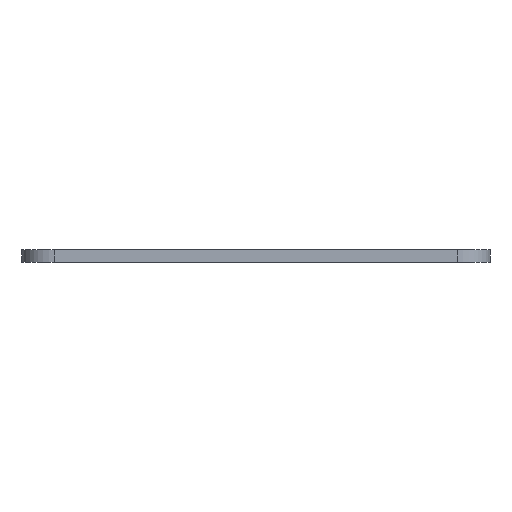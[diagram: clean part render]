
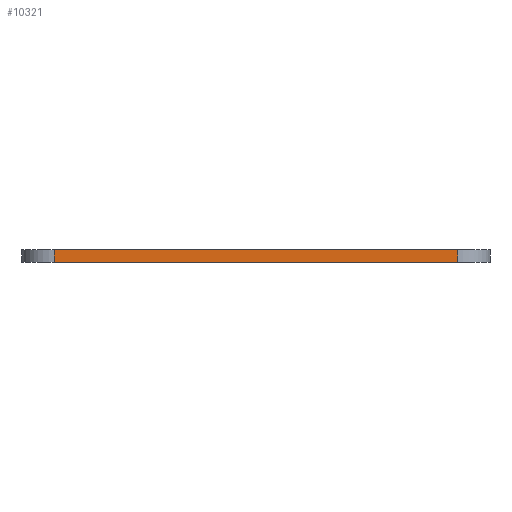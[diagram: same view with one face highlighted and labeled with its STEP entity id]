
A CAD part, left-side view. The second image highlights one B-rep face of the part: STEP entity #10321.
In plain terms, the highlighted planar face has unit normal (-1, 0, 0).
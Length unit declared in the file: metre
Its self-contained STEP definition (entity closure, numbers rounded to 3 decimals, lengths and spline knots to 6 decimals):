
#667=LINE('',#14043,#1593);
#794=LINE('',#15005,#1720);
#795=LINE('',#15007,#1721);
#796=LINE('',#15009,#1722);
#1593=VECTOR('',#11683,1.);
#1720=VECTOR('',#12010,1.);
#1721=VECTOR('',#12011,1.);
#1722=VECTOR('',#12012,1.);
#2938=ORIENTED_EDGE('',*,*,#5804,.T.);
#2939=ORIENTED_EDGE('',*,*,#6155,.T.);
#2940=ORIENTED_EDGE('',*,*,#6156,.F.);
#2941=ORIENTED_EDGE('',*,*,#6157,.T.);
#5804=EDGE_CURVE('',#7415,#7414,#667,.T.);
#6155=EDGE_CURVE('',#7414,#7762,#794,.T.);
#6156=EDGE_CURVE('',#7763,#7762,#795,.T.);
#6157=EDGE_CURVE('',#7763,#7415,#796,.F.);
#7414=VERTEX_POINT('',#14042);
#7415=VERTEX_POINT('',#14044);
#7762=VERTEX_POINT('',#15006);
#7763=VERTEX_POINT('',#15008);
#8840=EDGE_LOOP('',(#2938,#2939,#2940,#2941));
#9480=FACE_BOUND('',#8840,.T.);
#10080=PLANE('',#11084);
#10321=ADVANCED_FACE('',(#9480),#10080,.T.);
#11084=AXIS2_PLACEMENT_3D('',#15004,#12008,#12009);
#11683=DIRECTION('',(0.,1.,0.));
#12008=DIRECTION('',(-1.,0.,0.));
#12009=DIRECTION('',(0.,-1.,0.));
#12010=DIRECTION('',(0.,0.,-1.));
#12011=DIRECTION('',(0.,1.,0.));
#12012=DIRECTION('',(0.,0.,-1.));
#14042=CARTESIAN_POINT('',(-0.053885,0.031175,0.002));
#14043=CARTESIAN_POINT('',(-0.053885,0.,0.002));
#14044=CARTESIAN_POINT('',(-0.053885,-0.031175,0.002));
#15004=CARTESIAN_POINT('',(-0.053885,0.,0.002));
#15005=CARTESIAN_POINT('',(-0.053885,0.031175,0.));
#15006=CARTESIAN_POINT('',(-0.053885,0.031175,0.));
#15007=CARTESIAN_POINT('',(-0.053885,0.,0.));
#15008=CARTESIAN_POINT('',(-0.053885,-0.031175,0.));
#15009=CARTESIAN_POINT('',(-0.053885,-0.031175,0.002));
